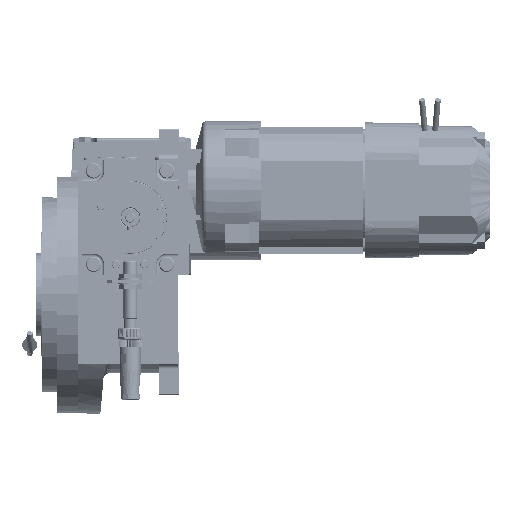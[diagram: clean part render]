
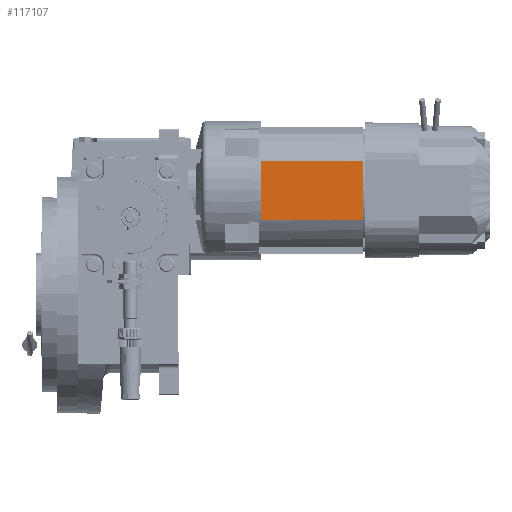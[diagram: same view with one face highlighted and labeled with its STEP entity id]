
A CAD part, left-side view. The second image highlights one B-rep face of the part: STEP entity #117107.
In plain terms, the highlighted face is planar.
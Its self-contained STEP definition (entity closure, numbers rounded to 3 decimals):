
#1782 = CARTESIAN_POINT ( 'NONE',  ( 197., -53.5, -1.875 ) ) ;
#2680 = VERTEX_POINT ( 'NONE', #45455 ) ;
#12683 = CARTESIAN_POINT ( 'NONE',  ( 198.5, -53.5, -1.875 ) ) ;
#14437 = VERTEX_POINT ( 'NONE', #1782 ) ;
#15358 = DIRECTION ( 'NONE',  ( 0., -1., 0. ) ) ;
#15389 = VERTEX_POINT ( 'NONE', #61072 ) ;
#15570 = VECTOR ( 'NONE', #110344, 1000. ) ;
#21077 = CARTESIAN_POINT ( 'NONE',  ( 197., -53.5, 23. ) ) ;
#33370 = ORIENTED_EDGE ( 'NONE', *, *, #51522, .F. ) ;
#33515 = ORIENTED_EDGE ( 'NONE', *, *, #126948, .F. ) ;
#34857 = EDGE_CURVE ( 'NONE', #14437, #92393, #112370, .T. ) ;
#34867 = DIRECTION ( 'NONE',  ( 0., 0., -1. ) ) ;
#37154 = CARTESIAN_POINT ( 'NONE',  ( 198.5, -53.5, 47.875 ) ) ;
#39582 = ORIENTED_EDGE ( 'NONE', *, *, #63506, .F. ) ;
#45455 = CARTESIAN_POINT ( 'NONE',  ( 110.5, -53.5, 47.875 ) ) ;
#51522 = EDGE_CURVE ( 'NONE', #2680, #15389, #105540, .T. ) ;
#58445 = DIRECTION ( 'NONE',  ( -1., 0., 0. ) ) ;
#60154 = VECTOR ( 'NONE', #128080, 1000. ) ;
#61072 = CARTESIAN_POINT ( 'NONE',  ( 197., -53.5, 47.875 ) ) ;
#63506 = EDGE_CURVE ( 'NONE', #15389, #14437, #122287, .T. ) ;
#76145 = LINE ( 'NONE', #97947, #15570 ) ;
#79641 = AXIS2_PLACEMENT_3D ( 'NONE', #81531, #15358, #127383 ) ;
#81531 = CARTESIAN_POINT ( 'NONE',  ( 110.5, -53.5, 23. ) ) ;
#92393 = VERTEX_POINT ( 'NONE', #119271 ) ;
#97947 = CARTESIAN_POINT ( 'NONE',  ( 110.5, -53.5, 23. ) ) ;
#105540 = LINE ( 'NONE', #37154, #60154 ) ;
#109345 = VECTOR ( 'NONE', #34867, 1000. ) ;
#110344 = DIRECTION ( 'NONE',  ( 0., 0., 1. ) ) ;
#112370 = LINE ( 'NONE', #12683, #131488 ) ;
#114730 = ORIENTED_EDGE ( 'NONE', *, *, #34857, .F. ) ;
#117107 = ADVANCED_FACE ( 'NONE', ( #132725 ), #136883, .T. ) ;
#119271 = CARTESIAN_POINT ( 'NONE',  ( 110.5, -53.5, -1.875 ) ) ;
#119602 = EDGE_LOOP ( 'NONE', ( #39582, #33370, #33515, #114730 ) ) ;
#122287 = LINE ( 'NONE', #21077, #109345 ) ;
#126948 = EDGE_CURVE ( 'NONE', #92393, #2680, #76145, .T. ) ;
#127383 = DIRECTION ( 'NONE',  ( -1., 0., 0. ) ) ;
#128080 = DIRECTION ( 'NONE',  ( 1., 0., 0. ) ) ;
#131488 = VECTOR ( 'NONE', #58445, 1000. ) ;
#132725 = FACE_OUTER_BOUND ( 'NONE', #119602, .T. ) ;
#136883 = PLANE ( 'NONE',  #79641 ) ;
